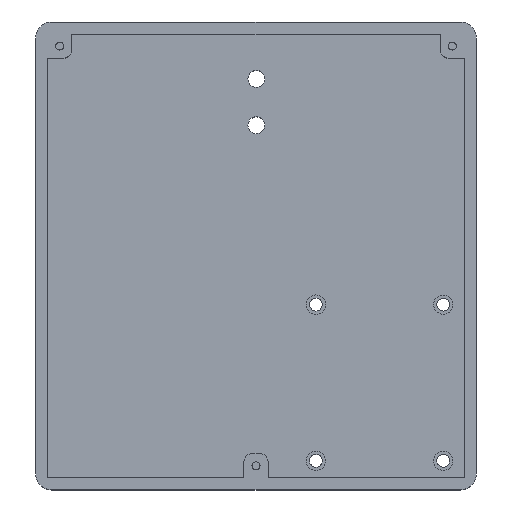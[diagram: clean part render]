
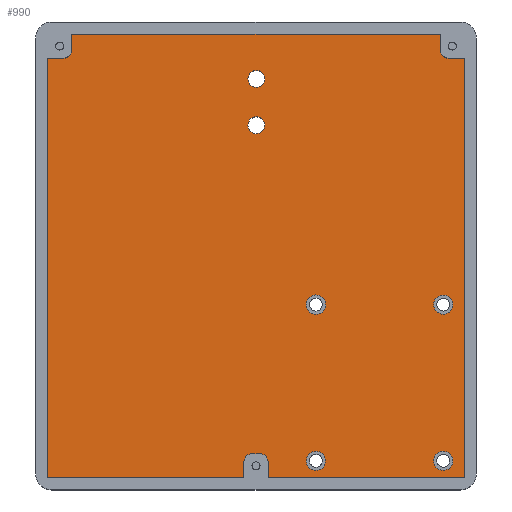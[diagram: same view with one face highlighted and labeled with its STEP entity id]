
A CAD part, top view. The second image highlights one B-rep face of the part: STEP entity #990.
In plain terms, the highlighted planar face has unit normal (0, 0, 1).
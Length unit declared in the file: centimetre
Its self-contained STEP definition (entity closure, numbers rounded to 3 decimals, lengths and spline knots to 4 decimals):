
#120=PLANE('',#1078);
#175=VECTOR('',#1244,1.);
#181=VECTOR('',#1259,1.);
#184=VECTOR('',#1267,1.);
#187=VECTOR('',#1275,1.);
#188=VECTOR('',#1281,1.);
#190=VECTOR('',#1284,1.);
#193=VECTOR('',#1292,1.);
#195=VECTOR('',#1295,1.);
#196=VECTOR('',#1309,1.);
#197=VECTOR('',#1310,1.);
#198=VECTOR('',#1311,1.);
#245=LINE('',#1510,#175);
#251=LINE('',#1526,#181);
#254=LINE('',#1534,#184);
#257=LINE('',#1543,#187);
#258=LINE('',#1548,#188);
#260=LINE('',#1552,#190);
#263=LINE('',#1561,#193);
#265=LINE('',#1565,#195);
#266=LINE('',#1579,#196);
#267=LINE('',#1580,#197);
#268=LINE('',#1582,#198);
#327=VERTEX_POINT('',#1505);
#328=VERTEX_POINT('',#1507);
#329=VERTEX_POINT('',#1511);
#330=VERTEX_POINT('',#1515);
#331=VERTEX_POINT('',#1519);
#332=VERTEX_POINT('',#1521);
#333=VERTEX_POINT('',#1525);
#334=VERTEX_POINT('',#1529);
#335=VERTEX_POINT('',#1531);
#336=VERTEX_POINT('',#1535);
#338=VERTEX_POINT('',#1542);
#340=VERTEX_POINT('',#1549);
#341=VERTEX_POINT('',#1553);
#343=VERTEX_POINT('',#1560);
#344=VERTEX_POINT('',#1564);
#345=VERTEX_POINT('',#1568);
#346=VERTEX_POINT('',#1570);
#347=VERTEX_POINT('',#1572);
#348=VERTEX_POINT('',#1574);
#349=VERTEX_POINT('',#1576);
#350=VERTEX_POINT('',#1578);
#351=VERTEX_POINT('',#1581);
#389=CIRCLE('',#1057,0.254);
#390=CIRCLE('',#1060,0.254);
#391=CIRCLE('',#1062,0.254);
#392=CIRCLE('',#1065,0.254);
#396=CIRCLE('',#1079,0.3048);
#397=CIRCLE('',#1080,0.3048);
#398=CIRCLE('',#1081,0.3048);
#399=CIRCLE('',#1082,0.3069);
#400=CIRCLE('',#1083,0.2667);
#401=CIRCLE('',#1084,0.2667);
#484=EDGE_CURVE('',#327,#328,#389,.F.);
#486=EDGE_CURVE('',#329,#328,#245,.T.);
#488=EDGE_CURVE('',#329,#330,#390,.F.);
#491=EDGE_CURVE('',#331,#332,#391,.F.);
#494=EDGE_CURVE('',#331,#333,#251,.T.);
#496=EDGE_CURVE('',#334,#335,#392,.F.);
#498=EDGE_CURVE('',#336,#335,#254,.T.);
#502=EDGE_CURVE('',#334,#338,#257,.T.);
#504=EDGE_CURVE('',#340,#332,#258,.T.);
#506=EDGE_CURVE('',#341,#330,#260,.T.);
#510=EDGE_CURVE('',#327,#343,#263,.T.);
#512=EDGE_CURVE('',#344,#343,#265,.T.);
#513=EDGE_CURVE('',#345,#345,#396,.T.);
#514=EDGE_CURVE('',#346,#346,#397,.T.);
#515=EDGE_CURVE('',#347,#347,#398,.T.);
#516=EDGE_CURVE('',#348,#348,#399,.T.);
#517=EDGE_CURVE('',#349,#349,#400,.T.);
#518=EDGE_CURVE('',#350,#350,#401,.T.);
#519=EDGE_CURVE('',#340,#338,#266,.T.);
#520=EDGE_CURVE('',#351,#333,#267,.T.);
#521=EDGE_CURVE('',#341,#351,#265,.T.);
#522=EDGE_CURVE('',#336,#344,#268,.T.);
#702=ORIENTED_EDGE('',*,*,#513,.T.);
#703=ORIENTED_EDGE('',*,*,#514,.T.);
#704=ORIENTED_EDGE('',*,*,#515,.T.);
#705=ORIENTED_EDGE('',*,*,#516,.T.);
#706=ORIENTED_EDGE('',*,*,#517,.F.);
#707=ORIENTED_EDGE('',*,*,#518,.F.);
#708=ORIENTED_EDGE('',*,*,#498,.T.);
#709=ORIENTED_EDGE('',*,*,#496,.F.);
#710=ORIENTED_EDGE('',*,*,#502,.T.);
#711=ORIENTED_EDGE('',*,*,#519,.F.);
#712=ORIENTED_EDGE('',*,*,#504,.T.);
#713=ORIENTED_EDGE('',*,*,#491,.F.);
#714=ORIENTED_EDGE('',*,*,#494,.T.);
#715=ORIENTED_EDGE('',*,*,#520,.F.);
#716=ORIENTED_EDGE('',*,*,#521,.F.);
#717=ORIENTED_EDGE('',*,*,#506,.T.);
#718=ORIENTED_EDGE('',*,*,#488,.F.);
#719=ORIENTED_EDGE('',*,*,#486,.T.);
#720=ORIENTED_EDGE('',*,*,#484,.F.);
#721=ORIENTED_EDGE('',*,*,#510,.T.);
#722=ORIENTED_EDGE('',*,*,#512,.F.);
#723=ORIENTED_EDGE('',*,*,#522,.F.);
#825=EDGE_LOOP('',(#702));
#826=EDGE_LOOP('',(#703));
#827=EDGE_LOOP('',(#704));
#828=EDGE_LOOP('',(#705));
#829=EDGE_LOOP('',(#706));
#830=EDGE_LOOP('',(#707));
#831=EDGE_LOOP('',(#708,#709,#710,#711,#712,#713,#714,#715,#716,#717,#718,
#719,#720,#721,#722,#723));
#915=FACE_BOUND('',#825,.T.);
#916=FACE_BOUND('',#826,.T.);
#917=FACE_BOUND('',#827,.T.);
#918=FACE_BOUND('',#828,.T.);
#919=FACE_BOUND('',#829,.T.);
#920=FACE_BOUND('',#830,.T.);
#921=FACE_BOUND('',#831,.T.);
#990=ADVANCED_FACE('',(#915,#916,#917,#918,#919,#920,#921),#120,.T.);
#1057=AXIS2_PLACEMENT_3D('',#1506,#1240,#1241);
#1060=AXIS2_PLACEMENT_3D('',#1514,#1248,#1249);
#1062=AXIS2_PLACEMENT_3D('',#1520,#1254,#1255);
#1065=AXIS2_PLACEMENT_3D('',#1530,#1263,#1264);
#1078=AXIS2_PLACEMENT_3D('',#1566,#1296,$);
#1079=AXIS2_PLACEMENT_3D('',#1567,#1297,#1298);
#1080=AXIS2_PLACEMENT_3D('',#1569,#1299,#1300);
#1081=AXIS2_PLACEMENT_3D('',#1571,#1301,#1302);
#1082=AXIS2_PLACEMENT_3D('',#1573,#1303,#1304);
#1083=AXIS2_PLACEMENT_3D('',#1575,#1305,#1306);
#1084=AXIS2_PLACEMENT_3D('',#1577,#1307,#1308);
#1240=DIRECTION('',(0.,0.,-1.));
#1241=DIRECTION('',(0.18,0.18,0.));
#1244=DIRECTION('',(1.,0.,0.));
#1248=DIRECTION('',(0.,0.,-1.));
#1249=DIRECTION('',(-0.18,0.18,0.));
#1254=DIRECTION('',(0.,0.,-1.));
#1255=DIRECTION('',(0.18,-0.18,0.));
#1259=DIRECTION('',(-1.,0.,0.));
#1263=DIRECTION('',(0.,0.,-1.));
#1264=DIRECTION('',(-0.18,-0.18,0.));
#1267=DIRECTION('',(-1.,0.,0.));
#1275=DIRECTION('',(0.,1.,0.));
#1281=DIRECTION('',(0.,-1.,0.));
#1284=DIRECTION('',(0.,1.,0.));
#1292=DIRECTION('',(0.,-1.,0.));
#1295=DIRECTION('',(-1.,0.,0.));
#1296=DIRECTION('',(0.,0.,1.));
#1297=DIRECTION('',(0.,0.,-1.));
#1298=DIRECTION('',(0.305,0.,0.));
#1299=DIRECTION('',(0.,0.,-1.));
#1300=DIRECTION('',(0.305,0.,0.));
#1301=DIRECTION('',(0.,0.,-1.));
#1302=DIRECTION('',(0.305,0.,0.));
#1303=DIRECTION('',(0.,0.,-1.));
#1304=DIRECTION('',(0.307,0.,0.));
#1305=DIRECTION('',(0.,0.,1.));
#1306=DIRECTION('',(0.267,0.,0.));
#1307=DIRECTION('',(0.,0.,1.));
#1308=DIRECTION('',(0.267,0.,0.));
#1309=DIRECTION('',(1.,0.,0.));
#1310=DIRECTION('',(0.,1.,0.));
#1311=DIRECTION('',(0.,-1.,0.));
#1505=CARTESIAN_POINT('',(-0.2794,-4.6736,0.781));
#1506=CARTESIAN_POINT('',(-0.5334,-4.6736,0.781));
#1507=CARTESIAN_POINT('',(-0.5334,-4.4196,0.781));
#1510=CARTESIAN_POINT('',(-0.6604,-4.4196,0.781));
#1511=CARTESIAN_POINT('',(-0.7874,-4.4196,0.781));
#1514=CARTESIAN_POINT('',(-0.7874,-4.6736,0.781));
#1515=CARTESIAN_POINT('',(-1.0414,-4.6736,0.781));
#1519=CARTESIAN_POINT('',(-6.7564,8.128,0.781));
#1520=CARTESIAN_POINT('',(-6.7564,8.382,0.781));
#1521=CARTESIAN_POINT('',(-6.5024,8.382,0.781));
#1525=CARTESIAN_POINT('',(-7.2644,8.128,0.781));
#1526=CARTESIAN_POINT('',(-3.7719,8.128,0.781));
#1529=CARTESIAN_POINT('',(5.1816,8.382,0.781));
#1530=CARTESIAN_POINT('',(5.4356,8.382,0.781));
#1531=CARTESIAN_POINT('',(5.4356,8.128,0.781));
#1534=CARTESIAN_POINT('',(2.4511,8.128,0.781));
#1535=CARTESIAN_POINT('',(5.9436,8.128,0.781));
#1542=CARTESIAN_POINT('',(5.1816,8.89,0.781));
#1543=CARTESIAN_POINT('',(5.1816,5.1816,0.781));
#1548=CARTESIAN_POINT('',(-6.5024,5.1816,0.781));
#1549=CARTESIAN_POINT('',(-6.5024,8.89,0.781));
#1552=CARTESIAN_POINT('',(-1.0414,-1.4732,0.781));
#1553=CARTESIAN_POINT('',(-1.0414,-5.1816,0.781));
#1560=CARTESIAN_POINT('',(-0.2794,-5.1816,0.781));
#1561=CARTESIAN_POINT('',(-0.2794,-1.4732,0.781));
#1564=CARTESIAN_POINT('',(5.9436,-5.1816,0.781));
#1565=CARTESIAN_POINT('',(-7.2644,-5.1816,0.781));
#1566=CARTESIAN_POINT('',(-0.6604,1.8542,0.781));
#1567=CARTESIAN_POINT('',(5.2777,0.3128,0.781));
#1568=CARTESIAN_POINT('',(5.5825,0.3128,0.781));
#1569=CARTESIAN_POINT('',(1.2391,-4.6402,0.781));
#1570=CARTESIAN_POINT('',(1.5439,-4.6402,0.781));
#1571=CARTESIAN_POINT('',(5.2777,-4.6402,0.781));
#1572=CARTESIAN_POINT('',(5.5825,-4.6402,0.781));
#1573=CARTESIAN_POINT('',(1.2391,0.3128,0.781));
#1574=CARTESIAN_POINT('',(1.5461,0.3128,0.781));
#1575=CARTESIAN_POINT('',(-0.65,6.,0.781));
#1576=CARTESIAN_POINT('',(-0.3833,6.,0.781));
#1577=CARTESIAN_POINT('',(-0.65,7.47,0.781));
#1578=CARTESIAN_POINT('',(-0.3833,7.47,0.781));
#1579=CARTESIAN_POINT('',(5.9436,8.89,0.781));
#1580=CARTESIAN_POINT('',(-7.2644,8.89,0.781));
#1581=CARTESIAN_POINT('',(-7.2644,-5.1816,0.781));
#1582=CARTESIAN_POINT('',(5.9436,-5.1816,0.781));
